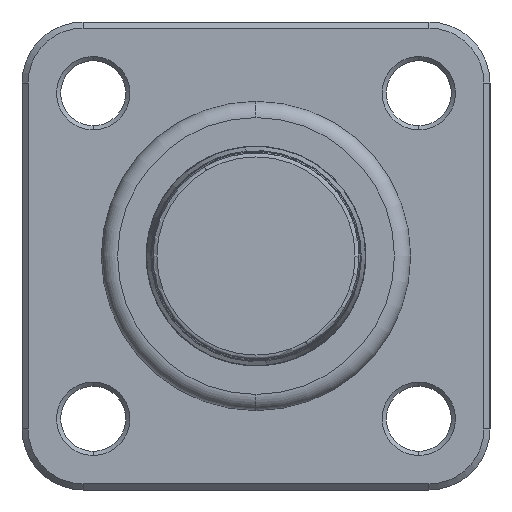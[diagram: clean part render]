
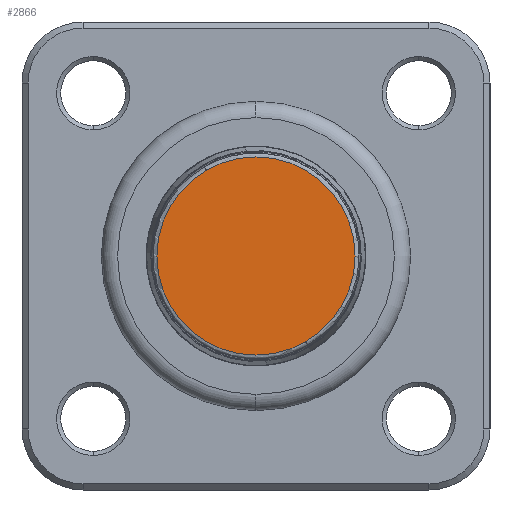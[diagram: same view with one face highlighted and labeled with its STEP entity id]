
A CAD part, left-side view. The second image highlights one B-rep face of the part: STEP entity #2866.
In plain terms, the highlighted planar face has unit normal (-1, 0, 0).
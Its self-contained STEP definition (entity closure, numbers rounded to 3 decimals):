
#328 = CARTESIAN_POINT ( 'NONE',  ( 40.8, 0., 30. ) ) ;
#899 = CIRCLE ( 'NONE', #3519, 4.869 ) ;
#1272 = ORIENTED_EDGE ( 'NONE', *, *, #2086, .T. ) ;
#1443 = AXIS2_PLACEMENT_3D ( 'NONE', #328, #1742, #4120 ) ;
#1606 = DIRECTION ( 'NONE',  ( 0., 0.5, 0.866 ) ) ;
#1629 = DIRECTION ( 'NONE',  ( -1., 0., 0. ) ) ;
#1742 = DIRECTION ( 'NONE',  ( -1., 0., 0. ) ) ;
#1813 = PLANE ( 'NONE',  #4269 ) ;
#1880 = DIRECTION ( 'NONE',  ( 0., 0.094, 0.996 ) ) ;
#1949 = CARTESIAN_POINT ( 'NONE',  ( 40.8, 0., 30. ) ) ;
#2074 = VERTEX_POINT ( 'NONE', #2654 ) ;
#2086 = EDGE_CURVE ( 'NONE', #2702, #2074, #899, .T. ) ;
#2334 = ORIENTED_EDGE ( 'NONE', *, *, #4200, .T. ) ;
#2654 = CARTESIAN_POINT ( 'NONE',  ( 40.8, 2.435, 34.217 ) ) ;
#2702 = VERTEX_POINT ( 'NONE', #3830 ) ;
#2866 = ADVANCED_FACE ( 'NONE', ( #2886 ), #1813, .F. ) ;
#2886 = FACE_OUTER_BOUND ( 'NONE', #4208, .T. ) ;
#3286 = DIRECTION ( 'NONE',  ( 1., 0., 0. ) ) ;
#3519 = AXIS2_PLACEMENT_3D ( 'NONE', #1949, #1629, #1606 ) ;
#3830 = CARTESIAN_POINT ( 'NONE',  ( 40.8, -2.435, 25.783 ) ) ;
#4030 = CARTESIAN_POINT ( 'NONE',  ( 40.8, -5.001, 30.47 ) ) ;
#4120 = DIRECTION ( 'NONE',  ( 0., 0.5, 0.866 ) ) ;
#4200 = EDGE_CURVE ( 'NONE', #2074, #2702, #4204, .T. ) ;
#4204 = CIRCLE ( 'NONE', #1443, 4.869 ) ;
#4208 = EDGE_LOOP ( 'NONE', ( #2334, #1272 ) ) ;
#4269 = AXIS2_PLACEMENT_3D ( 'NONE', #4030, #3286, #1880 ) ;
